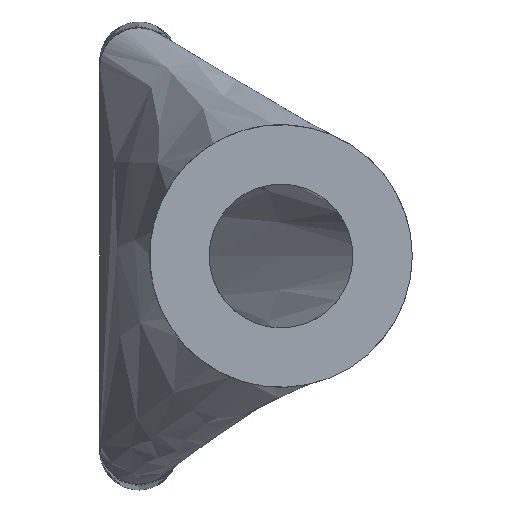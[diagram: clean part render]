
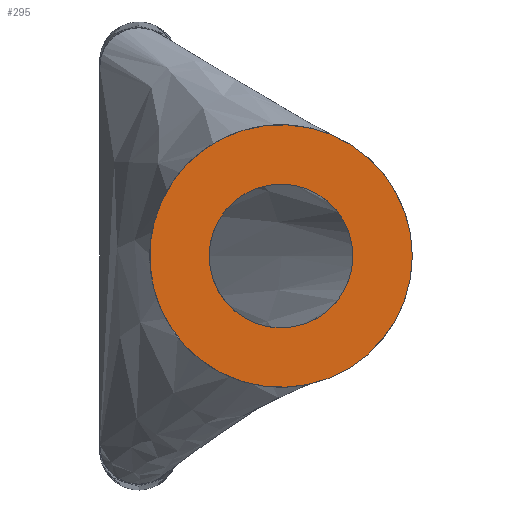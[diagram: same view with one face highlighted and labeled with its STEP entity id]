
A CAD part, front view. The second image highlights one B-rep face of the part: STEP entity #295.
In plain terms, the highlighted planar face has unit normal (0, -1, 0).
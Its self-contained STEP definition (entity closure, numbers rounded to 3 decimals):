
#94=ORIENTED_EDGE('',*,*,#157,.T.);
#95=ORIENTED_EDGE('',*,*,#171,.F.);
#157=EDGE_CURVE('',#194,#194,#223,.T.);
#171=EDGE_CURVE('',#208,#208,#232,.T.);
#194=VERTEX_POINT('',#515);
#208=VERTEX_POINT('',#559);
#223=CIRCLE('',#327,1.15);
#232=CIRCLE('',#337,2.1);
#247=EDGE_LOOP('',(#94));
#248=EDGE_LOOP('',(#95));
#271=FACE_BOUND('',#247,.T.);
#272=FACE_BOUND('',#248,.T.);
#287=PLANE('',#338);
#295=ADVANCED_FACE('',(#271,#272),#287,.F.);
#327=AXIS2_PLACEMENT_3D('',#514,#374,#375);
#337=AXIS2_PLACEMENT_3D('',#558,#394,#395);
#338=AXIS2_PLACEMENT_3D('',#560,#396,#397);
#374=DIRECTION('',(0.,1.,0.));
#375=DIRECTION('',(1.,0.,0.));
#394=DIRECTION('',(0.,1.,0.));
#395=DIRECTION('',(1.,0.,0.));
#396=DIRECTION('',(0.,1.,0.));
#397=DIRECTION('',(0.,0.,1.));
#514=CARTESIAN_POINT('',(0.,0.,0.));
#515=CARTESIAN_POINT('',(1.15,0.,0.));
#558=CARTESIAN_POINT('',(0.,0.,0.));
#559=CARTESIAN_POINT('',(2.1,0.,0.));
#560=CARTESIAN_POINT('',(0.,0.,0.));
